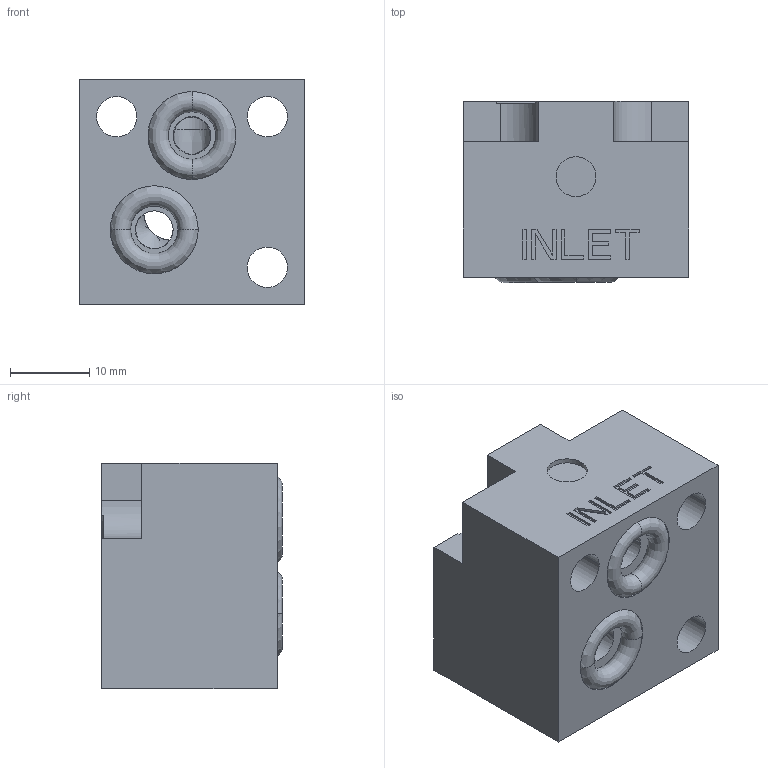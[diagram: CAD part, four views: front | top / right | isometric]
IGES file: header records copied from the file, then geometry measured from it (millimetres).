
Start section:  PTC IGES file: ilc31170100.igs
Global section: file name: ilc31170100.igs; native system: Creo Parametric by Parametric Technology Corporation; preprocessor: 2013320; author: als; organization: Unknown; date: 20181012.082940; units: inch
Bounding box: 28.57 x 22.88 x 28.57 mm (x, y, z)
Surface area: 6396 mm2 (no closed solid volume)
Topology: 0 solids, 0 shells, 115 faces, 876 edges, 1125 vertices
Faces by surface type: bspline 69, revolution 46
